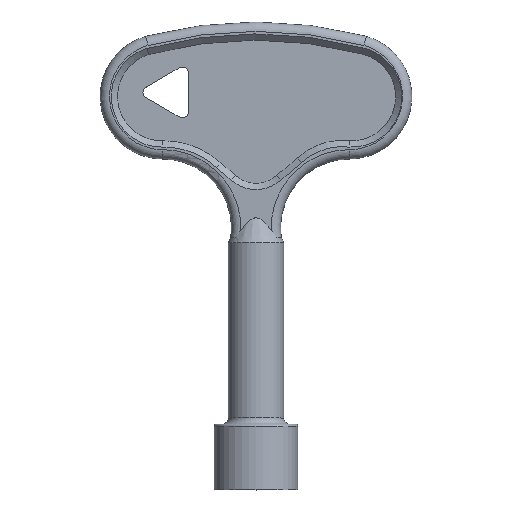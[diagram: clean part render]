
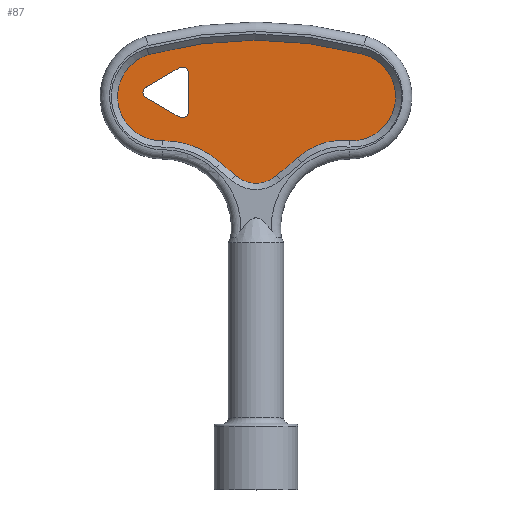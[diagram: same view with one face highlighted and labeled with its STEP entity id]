
A CAD part, top view. The second image highlights one B-rep face of the part: STEP entity #87.
In plain terms, the highlighted planar face has unit normal (0, 0, 1).
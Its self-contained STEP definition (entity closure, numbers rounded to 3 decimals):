
#87 = ADVANCED_FACE( '', ( #224, #225 ), #226, .T. );
#224 = FACE_BOUND( '', #419, .T. );
#225 = FACE_OUTER_BOUND( '', #420, .T. );
#226 = PLANE( '', #421 );
#419 = EDGE_LOOP( '', ( #619, #620, #621, #622, #623, #624 ) );
#420 = EDGE_LOOP( '', ( #625, #626, #627, #628, #629, #630, #631, #632 ) );
#421 = AXIS2_PLACEMENT_3D( '', #633, #634, #635 );
#619 = ORIENTED_EDGE( '', *, *, #1133, .T. );
#620 = ORIENTED_EDGE( '', *, *, #1134, .T. );
#621 = ORIENTED_EDGE( '', *, *, #1135, .T. );
#622 = ORIENTED_EDGE( '', *, *, #1136, .T. );
#623 = ORIENTED_EDGE( '', *, *, #1137, .T. );
#624 = ORIENTED_EDGE( '', *, *, #1138, .T. );
#625 = ORIENTED_EDGE( '', *, *, #1139, .T. );
#626 = ORIENTED_EDGE( '', *, *, #1140, .T. );
#627 = ORIENTED_EDGE( '', *, *, #1141, .F. );
#628 = ORIENTED_EDGE( '', *, *, #1123, .T. );
#629 = ORIENTED_EDGE( '', *, *, #1142, .T. );
#630 = ORIENTED_EDGE( '', *, *, #1143, .T. );
#631 = ORIENTED_EDGE( '', *, *, #1144, .F. );
#632 = ORIENTED_EDGE( '', *, *, #1145, .T. );
#633 = CARTESIAN_POINT( '', ( 0.024, 6.246, 1.5 ) );
#634 = DIRECTION( '', ( 0., 0., 1. ) );
#635 = DIRECTION( '', ( 1., 0., 0. ) );
#1123 = EDGE_CURVE( '', #1326, #1324, #1327, .T. );
#1133 = EDGE_CURVE( '', #1343, #1344, #1345, .F. );
#1134 = EDGE_CURVE( '', #1344, #1346, #1347, .T. );
#1135 = EDGE_CURVE( '', #1346, #1348, #1349, .F. );
#1136 = EDGE_CURVE( '', #1348, #1350, #1351, .T. );
#1137 = EDGE_CURVE( '', #1350, #1352, #1353, .F. );
#1138 = EDGE_CURVE( '', #1352, #1343, #1354, .T. );
#1139 = EDGE_CURVE( '', #1355, #1356, #1357, .T. );
#1140 = EDGE_CURVE( '', #1356, #1358, #1359, .T. );
#1141 = EDGE_CURVE( '', #1326, #1358, #1360, .T. );
#1142 = EDGE_CURVE( '', #1324, #1361, #1362, .T. );
#1143 = EDGE_CURVE( '', #1361, #1363, #1364, .T. );
#1144 = EDGE_CURVE( '', #1365, #1363, #1366, .T. );
#1145 = EDGE_CURVE( '', #1365, #1355, #1367, .T. );
#1324 = VERTEX_POINT( '', #1619 );
#1326 = VERTEX_POINT( '', #1624 );
#1327 = LINE( '', #1625, #1626 );
#1343 = VERTEX_POINT( '', #1660 );
#1344 = VERTEX_POINT( '', #1661 );
#1345 = CIRCLE( '', #1662, 1. );
#1346 = VERTEX_POINT( '', #1663 );
#1347 = LINE( '', #1664, #1665 );
#1348 = VERTEX_POINT( '', #1666 );
#1349 = CIRCLE( '', #1667, 1. );
#1350 = VERTEX_POINT( '', #1668 );
#1351 = LINE( '', #1669, #1670 );
#1352 = VERTEX_POINT( '', #1671 );
#1353 = CIRCLE( '', #1672, 1. );
#1354 = LINE( '', #1673, #1674 );
#1355 = VERTEX_POINT( '', #1675 );
#1356 = VERTEX_POINT( '', #1676 );
#1357 = CIRCLE( '', #1677, 65.684 );
#1358 = VERTEX_POINT( '', #1678 );
#1359 = CIRCLE( '', #1679, 7.063 );
#1360 = CIRCLE( '', #1680, 13.404 );
#1361 = VERTEX_POINT( '', #1681 );
#1362 = CIRCLE( '', #1682, 4.999 );
#1363 = VERTEX_POINT( '', #1683 );
#1364 = LINE( '', #1684, #1685 );
#1365 = VERTEX_POINT( '', #1686 );
#1366 = CIRCLE( '', #1687, 10.477 );
#1367 = CIRCLE( '', #1688, 7.046 );
#1619 = CARTESIAN_POINT( '', ( -3.322, 50.296, 1.5 ) );
#1624 = CARTESIAN_POINT( '', ( -5.656, 52.288, 1.5 ) );
#1625 = CARTESIAN_POINT( '', ( -5.656, 52.288, 1.5 ) );
#1626 = VECTOR( '', #2164, 1000. );
#1660 = CARTESIAN_POINT( '', ( -17.574, 62.706, 1.5 ) );
#1661 = CARTESIAN_POINT( '', ( -17.574, 64.438, 1.5 ) );
#1662 = AXIS2_PLACEMENT_3D( '', #2175, #2176, #2177 );
#1663 = CARTESIAN_POINT( '', ( -12.298, 67.484, 1.5 ) );
#1664 = CARTESIAN_POINT( '', ( -29.573, 57.511, 1.5 ) );
#1665 = VECTOR( '', #2178, 1000. );
#1666 = CARTESIAN_POINT( '', ( -10.798, 66.618, 1.5 ) );
#1667 = AXIS2_PLACEMENT_3D( '', #2179, #2180, #2181 );
#1668 = CARTESIAN_POINT( '', ( -10.798, 60.526, 1.5 ) );
#1669 = CARTESIAN_POINT( '', ( -10.798, 6.246, 1.5 ) );
#1670 = VECTOR( '', #2182, 1000. );
#1671 = CARTESIAN_POINT( '', ( -12.298, 59.66, 1.5 ) );
#1672 = AXIS2_PLACEMENT_3D( '', #2183, #2184, #2185 );
#1673 = CARTESIAN_POINT( '', ( 20.072, 40.972, 1.5 ) );
#1674 = VECTOR( '', #2186, 1000. );
#1675 = CARTESIAN_POINT( '', ( 16.869, 69.733, 1.5 ) );
#1676 = CARTESIAN_POINT( '', ( -17.172, 69.639, 1.5 ) );
#1677 = AXIS2_PLACEMENT_3D( '', #2187, #2188, #2189 );
#1678 = CARTESIAN_POINT( '', ( -14.936, 55.829, 1.5 ) );
#1679 = AXIS2_PLACEMENT_3D( '', #2190, #2191, #2192 );
#1680 = AXIS2_PLACEMENT_3D( '', #2193, #2194, #2195 );
#1681 = CARTESIAN_POINT( '', ( 3.322, 50.296, 1.5 ) );
#1682 = AXIS2_PLACEMENT_3D( '', #2196, #2197, #2198 );
#1683 = CARTESIAN_POINT( '', ( 6.64, 53.089, 1.5 ) );
#1684 = CARTESIAN_POINT( '', ( 3.322, 50.296, 1.5 ) );
#1685 = VECTOR( '', #2199, 1000. );
#1686 = CARTESIAN_POINT( '', ( 14.936, 55.829, 1.5 ) );
#1687 = AXIS2_PLACEMENT_3D( '', #2200, #2201, #2202 );
#1688 = AXIS2_PLACEMENT_3D( '', #2203, #2204, #2205 );
#2164 = DIRECTION( '', ( 0.761, -0.649, 0. ) );
#2175 = CARTESIAN_POINT( '', ( -17.074, 63.572, 1.5 ) );
#2176 = DIRECTION( '', ( 0., 0., 1. ) );
#2177 = DIRECTION( '', ( 1., 0., 0. ) );
#2178 = DIRECTION( '', ( 0.866, 0.5, 0. ) );
#2179 = CARTESIAN_POINT( '', ( -11.798, 66.618, 1.5 ) );
#2180 = DIRECTION( '', ( 0., 0., 1. ) );
#2181 = DIRECTION( '', ( 1., 0., 0. ) );
#2182 = DIRECTION( '', ( 0., -1., 0. ) );
#2183 = CARTESIAN_POINT( '', ( -11.798, 60.526, 1.5 ) );
#2184 = DIRECTION( '', ( 0., 0., 1. ) );
#2185 = DIRECTION( '', ( 1., 0., 0. ) );
#2186 = DIRECTION( '', ( -0.866, 0.5, 0. ) );
#2187 = CARTESIAN_POINT( '', ( 0.024, 6.246, 1.5 ) );
#2188 = DIRECTION( '', ( 0., 0., 1. ) );
#2189 = DIRECTION( '', ( 1., 0., 0. ) );
#2190 = CARTESIAN_POINT( '', ( -15.091, 62.89, 1.5 ) );
#2191 = DIRECTION( '', ( 0., 0., 1. ) );
#2192 = DIRECTION( '', ( 1., 0., 0. ) );
#2193 = CARTESIAN_POINT( '', ( -14.734, 42.427, 1.5 ) );
#2194 = DIRECTION( '', ( 0., 0., 1. ) );
#2195 = DIRECTION( '', ( 1., 0., 0. ) );
#2196 = CARTESIAN_POINT( '', ( 0., 54.032, 1.5 ) );
#2197 = DIRECTION( '', ( 0., 0., 1. ) );
#2198 = DIRECTION( '', ( 1., 0., 0. ) );
#2199 = DIRECTION( '', ( 0.765, 0.644, 0. ) );
#2200 = CARTESIAN_POINT( '', ( 13.774, 45.417, 1.5 ) );
#2201 = DIRECTION( '', ( 0., 0., 1. ) );
#2202 = DIRECTION( '', ( 1., 0., 0. ) );
#2203 = CARTESIAN_POINT( '', ( 15.292, 62.866, 1.5 ) );
#2204 = DIRECTION( '', ( 0., 0., 1. ) );
#2205 = DIRECTION( '', ( 1., 0., 0. ) );
